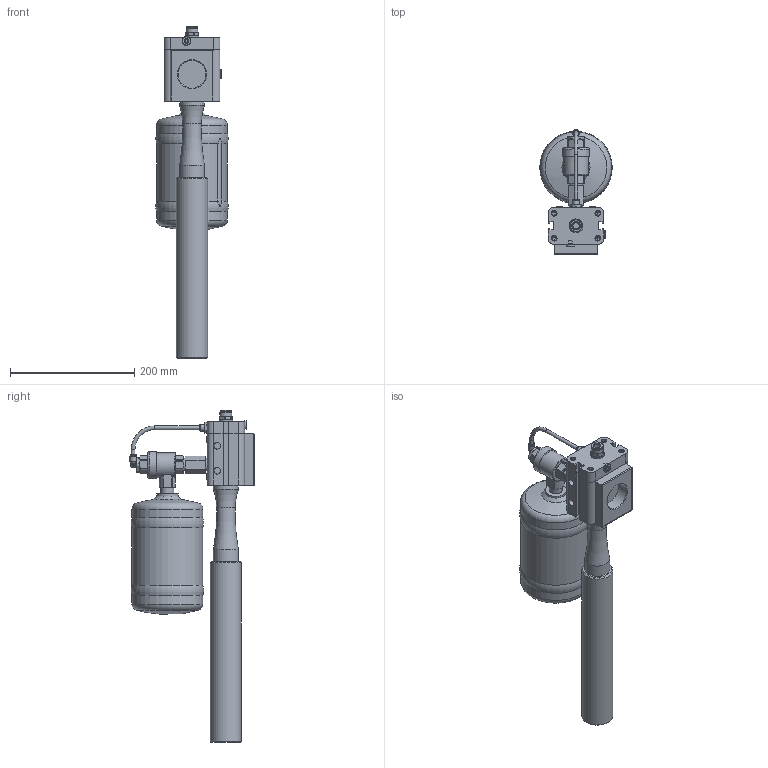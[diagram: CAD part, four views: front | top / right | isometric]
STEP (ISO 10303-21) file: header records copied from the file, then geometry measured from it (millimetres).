
FILE_DESCRIPTION(/* description */ (''),/* implementation_level */ '2;1');
FILE_NAME(/* name */ 'evkz80aer15.stp',/* time_stamp */ '2022-07-14T17:28:17+02:00',/* author */ ('enginyeria'),/* organization */ (''),/* preprocessor_version */ 'ST-DEVELOPER v17.2',/* originating_system */ 'Autodesk Inventor 2019',/* authorisation */ '');
FILE_SCHEMA (('AUTOMOTIVE_DESIGN { 1 0 10303 214 3 1 1 }'));
Length unit declared in the file: metre
Products named in the file (3): evkz80as; evkz80aer05sx; pctaplattor1-8
Assembly tree (2 placements, depth 2):
  evkz80as
    evkz80aer05sx
    pctaplattor1-8
Bounding box: 116.31 x 199.88 x 533.61 mm (x, y, z)
Volume: 3038912.9 mm3; surface area: 258686.9 mm2
Topology: 2 solids, 17 shells, 592 faces, 1543 edges, 1033 vertices
Faces by surface type: plane 283, cylinder 169, cone 79, torus 43, bspline 14, sphere 4
Full cylindrical faces by diameter (mm): 3.5 x1, 4.134 x4, 4.8 x1, 5 x8, 5.5 x4, 6 x7, 6.3 x4, 7.2 x2, 8 x2, 8.3 x1, 8.5 x4, 8.566 x2, 9 x4, 9.43 x4, 9.65 x2, 9.9 x3, 10.2 x1, 10.5 x1, 10.6 x1, 10.8 x2, 11.445 x1, 12 x1, 12.5 x1, 13.6 x1, 14 x2, 14.6 x1, 14.95 x2, 18.631 x1, 18.8 x1, 19 x1
Entity records: 19845 total; most frequent: CARTESIAN_POINT 5242, DIRECTION 3083, ORIENTED_EDGE 3050, EDGE_CURVE 1525, AXIS2_PLACEMENT_3D 1216, VERTEX_POINT 1033, EDGE_LOOP 678, LINE 651
